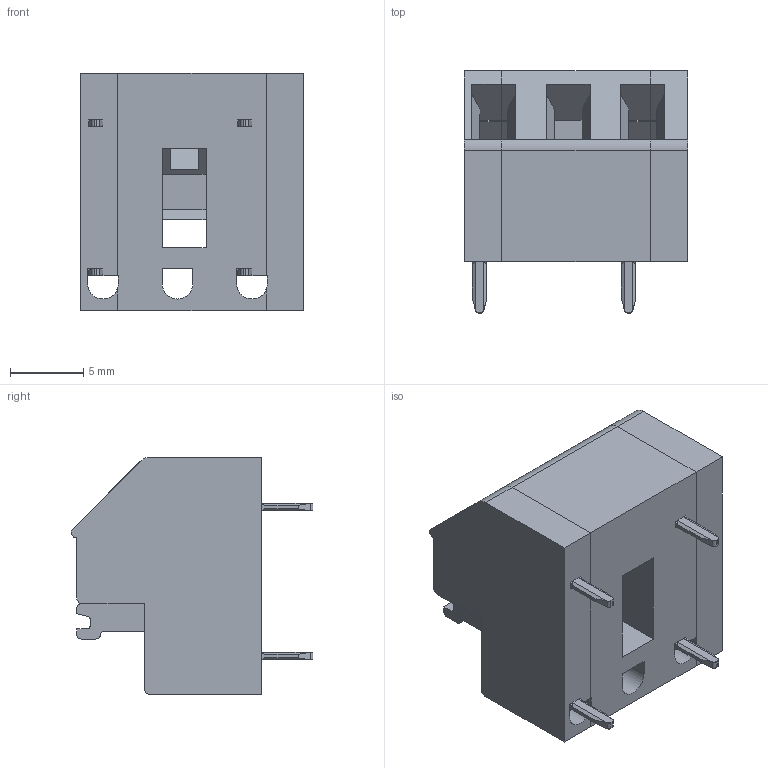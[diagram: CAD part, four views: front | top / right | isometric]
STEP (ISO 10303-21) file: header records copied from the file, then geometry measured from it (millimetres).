
FILE_DESCRIPTION( ( 'Unknown' ), '1' );
FILE_NAME( '691415620002.stp', 'Unknown', ( 'Unknown' ), ( 'Unknown' ), 'PSStep 18.0.17', 'Unknown', ' ' );
FILE_SCHEMA( ( 'AUTOMOTIVE_DESIGN { 1 0 10303 214 1 1 1 1 }' ) );
Length unit declared in the file: millimetre
Products named in the file (4): Assem1; CTL10.16_DX; CTL10.16_SX; 691415620002
Assembly tree (3 placements, depth 2):
  Assem1
    CTL10.16_DX
    CTL10.16_SX
    691415620002
Bounding box: 15.24 x 16.5 x 16.2 mm (x, y, z)
Volume: 2134.9 mm3; surface area: 2471.8 mm2
Topology: 3 solids, 4 shells, 298 faces, 844 edges, 553 vertices
Faces by surface type: plane 243, cylinder 55
Entity records: 11973 total; most frequent: CARTESIAN_POINT 1699, ORIENTED_EDGE 1688, DIRECTION 1555, EDGE_CURVE 844, LINE 733, VECTOR 733, VERTEX_POINT 553, AXIS2_PLACEMENT_3D 411
